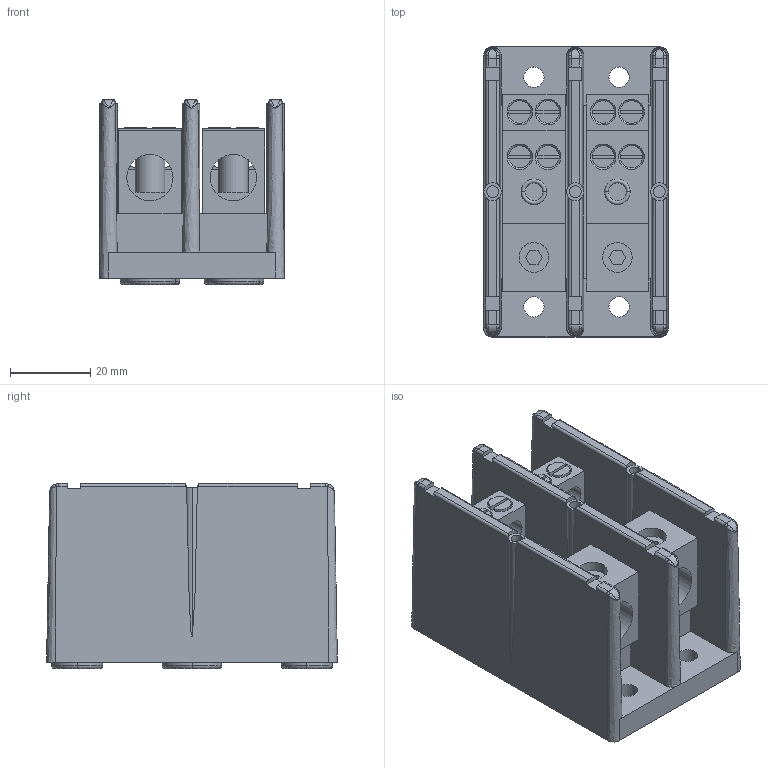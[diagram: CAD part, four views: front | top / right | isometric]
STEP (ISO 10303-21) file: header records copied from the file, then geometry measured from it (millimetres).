
FILE_DESCRIPTION (( 'STEP AP214' ), '1' );
FILE_NAME ('PB1042.STEP', '2014-12-17T20:03:38', ( '' ), ( '' ), 'SwSTEP 2.0', 'SolidWorks 2014', '' );
FILE_SCHEMA (( 'AUTOMOTIVE_DESIGN' ));
Length unit declared in the file: inch
Products named in the file (1): PB1042
Bounding box: 45.96 x 72.36 x 46.04 mm (x, y, z)
Volume: 75945.3 mm3; surface area: 40870.1 mm2
Topology: 15 solids, 15 shells, 557 faces, 1389 edges, 862 vertices
Faces by surface type: plane 244, cylinder 219, torus 40, bspline 34, cone 16, sphere 4
Entity records: 25522 total; most frequent: CARTESIAN_POINT 5188, ORIENTED_EDGE 2746, DIRECTION 2657, EDGE_CURVE 1373, AXIS2_PLACEMENT_3D 983, VERTEX_POINT 862, LINE 691, VECTOR 691
